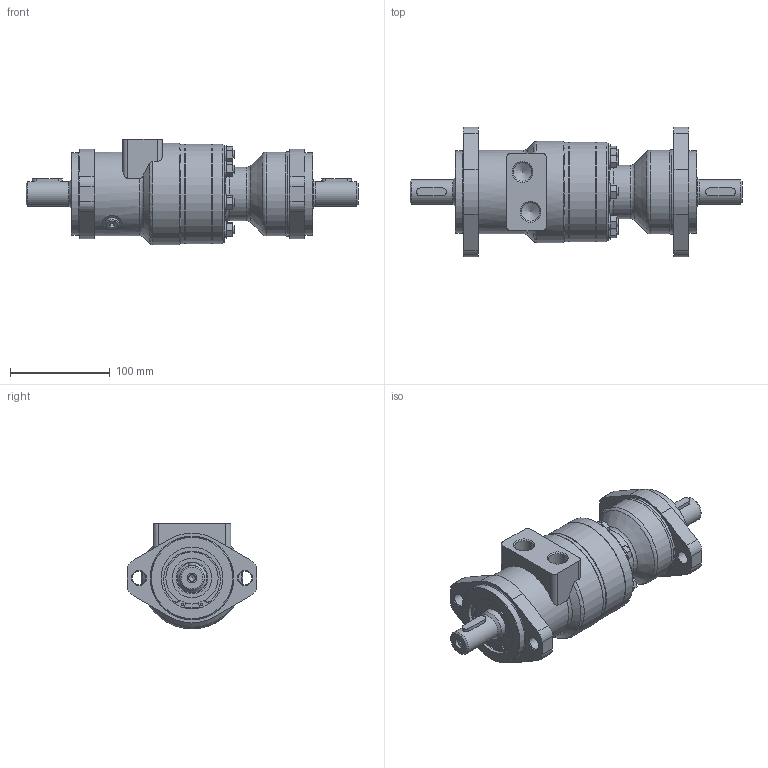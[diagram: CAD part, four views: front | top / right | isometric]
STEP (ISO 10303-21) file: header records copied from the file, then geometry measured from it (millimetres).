
FILE_DESCRIPTION(/* description */ ('STEP AP214'),/* implementation_level */ '2;1');
FILE_NAME(/* name */ 'MRB160C_C',/* time_stamp */ '2024-03-25T10:21:52+01:00',/* author */ ('License CC BY-ND 4.0'),/* organization */ ('CADENAS'),/* preprocessor_version */ 'ST-DEVELOPER v19.3',/* originating_system */ 'PARTsolutions',/* authorisation */ ' ');
FILE_SCHEMA (('AUTOMOTIVE_DESIGN {1 0 10303 214 3 1 1}'));
Length unit declared in the file: millimetre
Products named in the file (4): MRB160C/C; MRB-1 F1; MR160D; MRB-2 F2
Assembly tree (3 placements, depth 2):
  MRB160C/C
    MRB-1 F1
    MR160D
    MRB-2 F2
Bounding box: 333.25 x 130 x 106 mm (x, y, z)
Volume: 1572784.5 mm3; surface area: 154073.7 mm2
Topology: 3 solids, 3 shells, 300 faces, 671 edges, 423 vertices
Faces by surface type: plane 128, cylinder 84, cone 77, torus 11
Full cylindrical faces by diameter (mm): 2.5 x4, 6.647 x2, 8 x7, 10 x2, 13.4 x2, 13.5 x2, 14 x1, 17 x7, 18.631 x2, 20 x1, 25 x2, 28.56 x1, 30 x1, 32.6 x1, 35 x1, 39.6 x1, 42.5 x1, 52.4 x1, 54 x1, 58 x1, 62 x3, 65 x1, 82.5 x2, 84 x2, 85 x1, 100 x3, 102 x1
Entity records: 7852 total; most frequent: CARTESIAN_POINT 1600, DIRECTION 1296, ORIENTED_EDGE 1092, EDGE_CURVE 546, AXIS2_PLACEMENT_3D 545, FACE_BOUND 460, EDGE_LOOP 456, VERTEX_POINT 400
